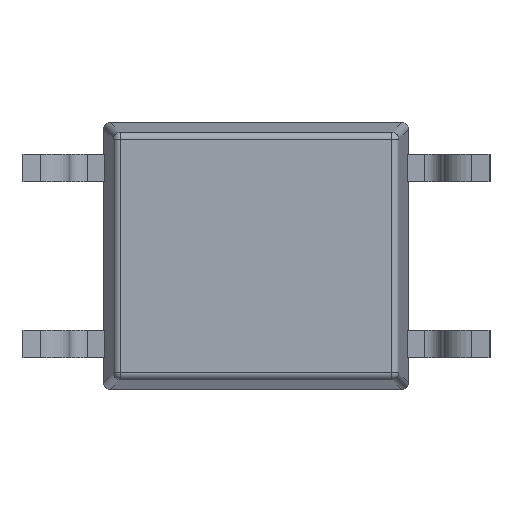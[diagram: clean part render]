
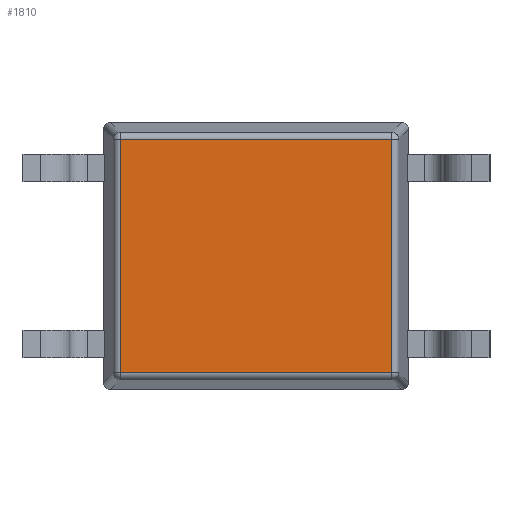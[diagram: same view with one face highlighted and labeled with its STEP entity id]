
A CAD part, front view. The second image highlights one B-rep face of the part: STEP entity #1810.
In plain terms, the highlighted planar face has unit normal (0, -1, 0).
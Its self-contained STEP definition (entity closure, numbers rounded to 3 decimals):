
#30 = VECTOR ( 'NONE', #2085, 1000. ) ;
#66 = CARTESIAN_POINT ( 'NONE',  ( 0., 0.2, 1.683 ) ) ;
#79 = ORIENTED_EDGE ( 'NONE', *, *, #1761, .T. ) ;
#147 = LINE ( 'NONE', #2829, #2545 ) ;
#266 = LINE ( 'NONE', #1375, #30 ) ;
#293 = AXIS2_PLACEMENT_3D ( 'NONE', #1256, #1290, #856 ) ;
#352 = PLANE ( 'NONE',  #293 ) ;
#487 = ORIENTED_EDGE ( 'NONE', *, *, #2026, .T. ) ;
#530 = VECTOR ( 'NONE', #1585, 1000. ) ;
#605 = EDGE_LOOP ( 'NONE', ( #79, #487, #2187, #1501 ) ) ;
#706 = VECTOR ( 'NONE', #1921, 1000. ) ;
#804 = VERTEX_POINT ( 'NONE', #2273 ) ;
#856 = DIRECTION ( 'NONE',  ( 0., 0., -1. ) ) ;
#972 = EDGE_CURVE ( 'NONE', #1962, #1273, #266, .T. ) ;
#1015 = CARTESIAN_POINT ( 'NONE',  ( 1.958, 0.2, 1.683 ) ) ;
#1110 = VERTEX_POINT ( 'NONE', #1015 ) ;
#1256 = CARTESIAN_POINT ( 'NONE',  ( 0., 0.2, 0. ) ) ;
#1272 = LINE ( 'NONE', #2178, #706 ) ;
#1273 = VERTEX_POINT ( 'NONE', #1515 ) ;
#1290 = DIRECTION ( 'NONE',  ( 0., -1., 0. ) ) ;
#1375 = CARTESIAN_POINT ( 'NONE',  ( 0., 0.2, -1.683 ) ) ;
#1478 = FACE_OUTER_BOUND ( 'NONE', #605, .T. ) ;
#1501 = ORIENTED_EDGE ( 'NONE', *, *, #972, .T. ) ;
#1515 = CARTESIAN_POINT ( 'NONE',  ( 1.958, 0.2, -1.683 ) ) ;
#1585 = DIRECTION ( 'NONE',  ( -1., 0., 0. ) ) ;
#1761 = EDGE_CURVE ( 'NONE', #1273, #1110, #1272, .T. ) ;
#1768 = EDGE_CURVE ( 'NONE', #804, #1962, #147, .T. ) ;
#1810 = ADVANCED_FACE ( 'NONE', ( #1478 ), #352, .T. ) ;
#1827 = CARTESIAN_POINT ( 'NONE',  ( -1.958, 0.2, -1.683 ) ) ;
#1921 = DIRECTION ( 'NONE',  ( 0., 0., 1. ) ) ;
#1962 = VERTEX_POINT ( 'NONE', #1827 ) ;
#2026 = EDGE_CURVE ( 'NONE', #1110, #804, #2088, .T. ) ;
#2085 = DIRECTION ( 'NONE',  ( 1., 0., 0. ) ) ;
#2088 = LINE ( 'NONE', #66, #530 ) ;
#2178 = CARTESIAN_POINT ( 'NONE',  ( 1.958, 0.2, 0. ) ) ;
#2187 = ORIENTED_EDGE ( 'NONE', *, *, #1768, .T. ) ;
#2273 = CARTESIAN_POINT ( 'NONE',  ( -1.958, 0.2, 1.683 ) ) ;
#2371 = DIRECTION ( 'NONE',  ( 0., 0., -1. ) ) ;
#2545 = VECTOR ( 'NONE', #2371, 1000. ) ;
#2829 = CARTESIAN_POINT ( 'NONE',  ( -1.958, 0.2, 0. ) ) ;
